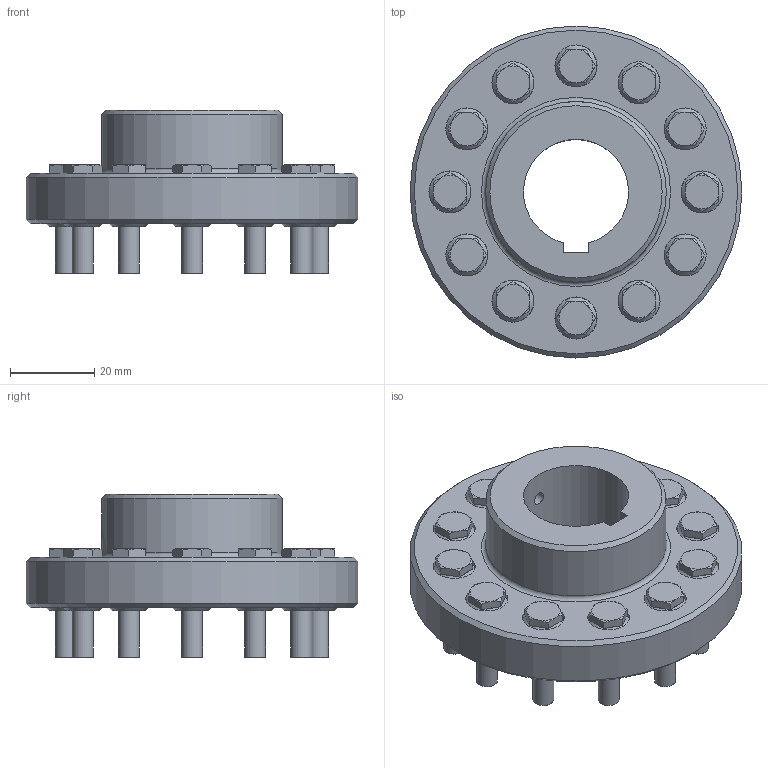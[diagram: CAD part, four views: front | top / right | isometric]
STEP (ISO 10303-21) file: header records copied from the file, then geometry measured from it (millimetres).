
FILE_DESCRIPTION(/* description */ (''),/* implementation_level */ '2;1');
FILE_NAME(/* name */ 'coupler v1.step',/* time_stamp */ '2023-12-15T18:27:53+05:30',/* author */ (''),/* organization */ (''),/* preprocessor_version */ 'ST-DEVELOPER v20',/* originating_system */ 'Autodesk Translation Framework v12.14.0.127',/* authorisation */ '');
FILE_SCHEMA (('AUTOMOTIVE_DESIGN { 1 0 10303 214 3 1 1 }'));
Length unit declared in the file: millimetre
Products named in the file (16): coupler; c1; nut; nut_1; nut_2; nut_3; nut_4; nut_5; nut_6; nut_7; nut_8; nut_9; nut_10; nut_11; csavarr; gumi anya
Assembly tree (73 placements, depth 3):
  coupler
    c1
    nut
      csavarr
      gumi anya  x4
    nut_1
      csavarr
      gumi anya  x4
    nut_2
      csavarr
      gumi anya  x4
    nut_3
      csavarr
      gumi anya  x4
    nut_4
      csavarr
      gumi anya  x4
    nut_5
      csavarr
      gumi anya  x4
    nut_6
      csavarr
      gumi anya  x4
    nut_7
      csavarr
      gumi anya  x4
    nut_8
      csavarr
      gumi anya  x4
    nut_9
      csavarr
      gumi anya  x4
    nut_10
      csavarr
      gumi anya  x4
    nut_11
      csavarr
      gumi anya  x4
Bounding box: 79 x 79 x 39 mm (x, y, z)
Volume: 69680.8 mm3; surface area: 35589.8 mm2
Topology: 61 solids, 61 shells, 518 faces, 1016 edges, 633 vertices
Faces by surface type: plane 210, cone 183, cylinder 124, torus 1
Full cylindrical faces by diameter (mm): 3 x1, 5 x60, 10 x60, 43 x1, 79 x1
Entity records: 2347 total; most frequent: DIRECTION 428, CARTESIAN_POINT 417, ORIENTED_EDGE 228, AXIS2_PLACEMENT_3D 191, EDGE_CURVE 114, PRODUCT_DEFINITION_SHAPE 89, EDGE_LOOP 81, ITEM_DEFINED_TRANSFORMATION 73
